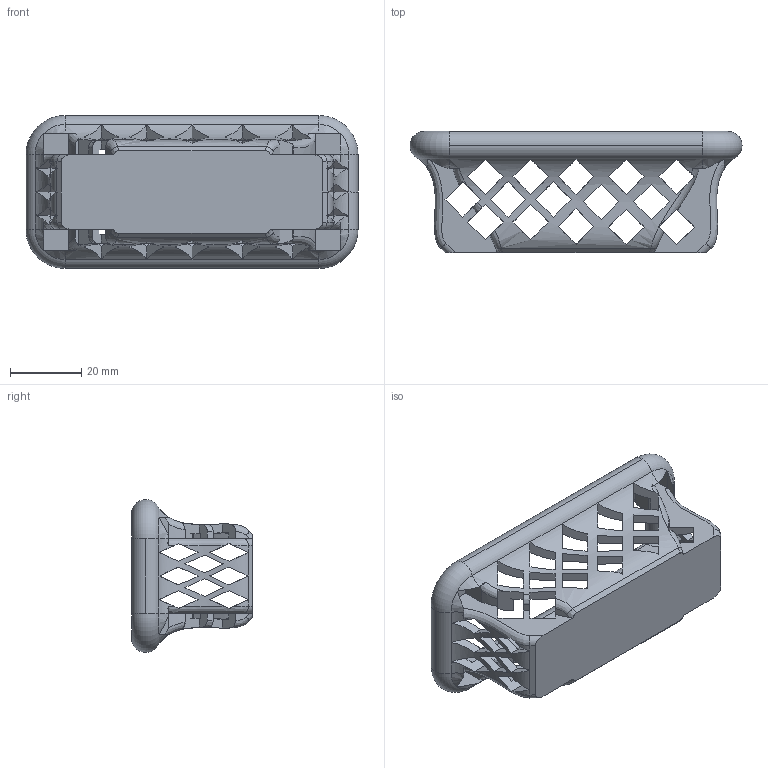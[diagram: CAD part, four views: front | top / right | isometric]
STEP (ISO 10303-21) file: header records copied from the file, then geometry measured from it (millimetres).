
FILE_DESCRIPTION (( 'STEP AP214' ), '1' );
FILE_NAME ('bakje.STEP', '2021-03-30T12:26:39', ( '' ), ( '' ), 'SwSTEP 2.0', 'SolidWorks 2019', '' );
FILE_SCHEMA (( 'AUTOMOTIVE_DESIGN' ));
Length unit declared in the file: millimetre
Products named in the file (1): bakje
Bounding box: 93.31 x 34 x 43 mm (x, y, z)
Volume: 23487 mm3; surface area: 19367.6 mm2
Topology: 1 solids, 1 shells, 461 faces, 1391 edges, 877 vertices
Faces by surface type: plane 289, bspline 100, cylinder 48, torus 16, sphere 8
Entity records: 20409 total; most frequent: CARTESIAN_POINT 9403, ORIENTED_EDGE 2774, DIRECTION 1597, EDGE_CURVE 1387, VERTEX_POINT 877, B_SPLINE_CURVE_WITH_KNOTS 617, LINE 611, VECTOR 611
